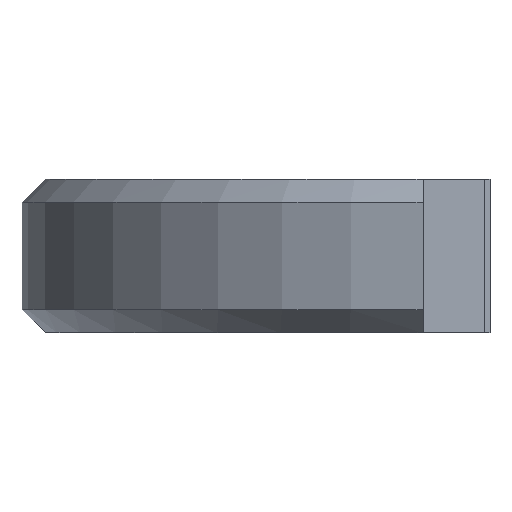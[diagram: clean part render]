
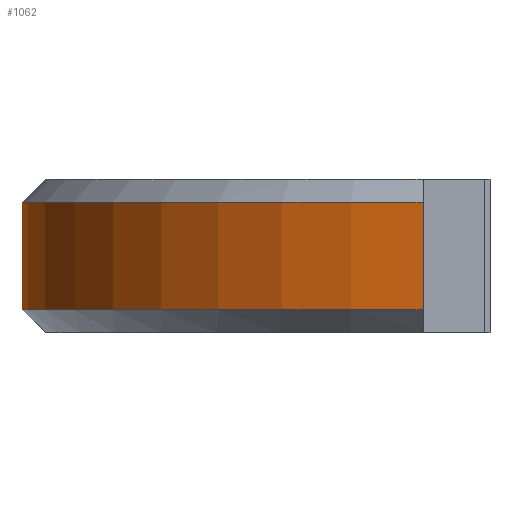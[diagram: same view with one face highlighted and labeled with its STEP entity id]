
A CAD part, front view. The second image highlights one B-rep face of the part: STEP entity #1062.
In plain terms, the highlighted cylindrical face has radius 30.55 mm (diameter 61.1 mm), a partial arc.
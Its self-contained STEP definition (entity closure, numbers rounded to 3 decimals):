
#23 = AXIS2_PLACEMENT_3D ( 'NONE', #815, #551, #48 ) ;
#48 = DIRECTION ( 'NONE',  ( 1., 0., 0. ) ) ;
#51 = EDGE_CURVE ( 'NONE', #146, #733, #123, .T. ) ;
#78 = CARTESIAN_POINT ( 'NONE',  ( 0., 0., 1.5 ) ) ;
#81 = CARTESIAN_POINT ( 'NONE',  ( -30.55, 0., 8.5 ) ) ;
#82 = VECTOR ( 'NONE', #778, 1000. ) ;
#113 = CARTESIAN_POINT ( 'NONE',  ( -30.55, 0., 10. ) ) ;
#123 = LINE ( 'NONE', #453, #593 ) ;
#146 = VERTEX_POINT ( 'NONE', #919 ) ;
#154 = CIRCLE ( 'NONE', #735, 30.55 ) ;
#227 = ORIENTED_EDGE ( 'NONE', *, *, #1071, .T. ) ;
#256 = CARTESIAN_POINT ( 'NONE',  ( -4.5, -30.217, 1.5 ) ) ;
#274 = DIRECTION ( 'NONE',  ( 1., 0., 0. ) ) ;
#305 = ORIENTED_EDGE ( 'NONE', *, *, #51, .F. ) ;
#349 = LINE ( 'NONE', #113, #82 ) ;
#411 = DIRECTION ( 'NONE',  ( 0., 0., 1. ) ) ;
#435 = EDGE_CURVE ( 'NONE', #146, #931, #755, .T. ) ;
#453 = CARTESIAN_POINT ( 'NONE',  ( -4.5, -30.217, 10. ) ) ;
#551 = DIRECTION ( 'NONE',  ( 0., 0., -1. ) ) ;
#562 = EDGE_CURVE ( 'NONE', #1033, #733, #154, .T. ) ;
#585 = CARTESIAN_POINT ( 'NONE',  ( -30.55, 0., 1.5 ) ) ;
#593 = VECTOR ( 'NONE', #893, 1000. ) ;
#733 = VERTEX_POINT ( 'NONE', #256 ) ;
#735 = AXIS2_PLACEMENT_3D ( 'NONE', #78, #411, #274 ) ;
#741 = FACE_OUTER_BOUND ( 'NONE', #820, .T. ) ;
#755 = CIRCLE ( 'NONE', #23, 30.55 ) ;
#778 = DIRECTION ( 'NONE',  ( 0., 0., -1. ) ) ;
#814 = ORIENTED_EDGE ( 'NONE', *, *, #435, .T. ) ;
#815 = CARTESIAN_POINT ( 'NONE',  ( 0., 0., 8.5 ) ) ;
#819 = CARTESIAN_POINT ( 'NONE',  ( 0., 0., 10. ) ) ;
#820 = EDGE_LOOP ( 'NONE', ( #814, #227, #981, #305 ) ) ;
#893 = DIRECTION ( 'NONE',  ( 0., 0., -1. ) ) ;
#919 = CARTESIAN_POINT ( 'NONE',  ( -4.5, -30.217, 8.5 ) ) ;
#923 = DIRECTION ( 'NONE',  ( -1., 0., 0. ) ) ;
#931 = VERTEX_POINT ( 'NONE', #81 ) ;
#981 = ORIENTED_EDGE ( 'NONE', *, *, #562, .T. ) ;
#1001 = CYLINDRICAL_SURFACE ( 'NONE', #1003, 30.55 ) ;
#1003 = AXIS2_PLACEMENT_3D ( 'NONE', #819, #1085, #923 ) ;
#1033 = VERTEX_POINT ( 'NONE', #585 ) ;
#1062 = ADVANCED_FACE ( 'NONE', ( #741 ), #1001, .T. ) ;
#1071 = EDGE_CURVE ( 'NONE', #931, #1033, #349, .T. ) ;
#1085 = DIRECTION ( 'NONE',  ( 0., 0., -1. ) ) ;
